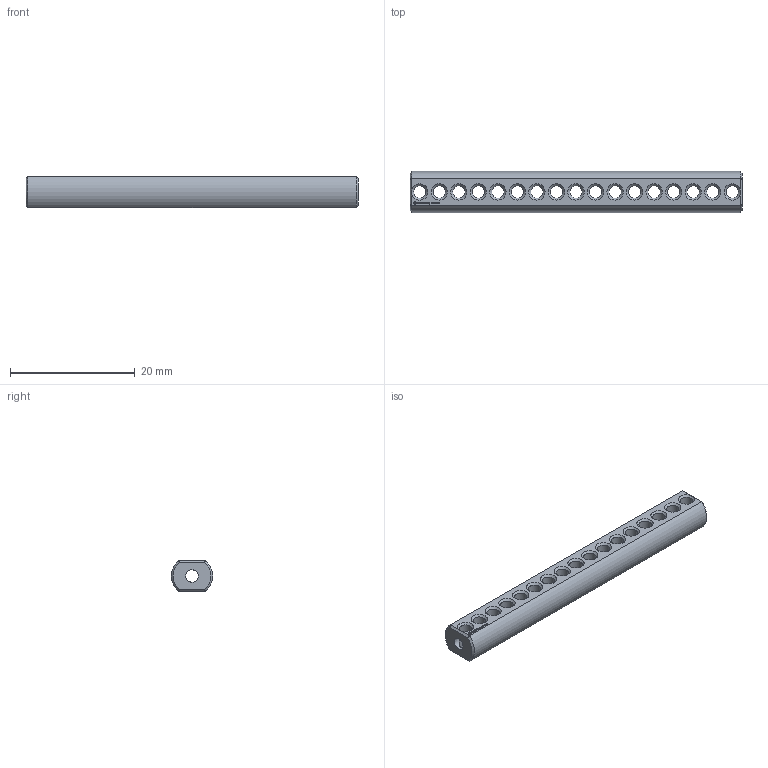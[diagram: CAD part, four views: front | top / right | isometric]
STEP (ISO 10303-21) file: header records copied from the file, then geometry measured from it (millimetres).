
FILE_DESCRIPTION(('FreeCAD Model'),'2;1');
FILE_NAME('Open CASCADE Shape Model','2024-06-18T12:09:27',(''),(''), 'Open CASCADE STEP processor 7.6','FreeCAD','Unknown');
FILE_SCHEMA(('AUTOMOTIVE_DESIGN { 1 0 10303 214 1 1 1 1 }'));
Length unit declared in the file: millimetre
Products named in the file (1): Shaft IDX BU04.25 - SPN-SFT-0137 (stemfie.org)
Bounding box: 53.12 x 6.6 x 5 mm (x, y, z)
Volume: 1211.2 mm3; surface area: 1562.4 mm2
Topology: 1 solids, 1 shells, 552 faces, 1601 edges, 1042 vertices
Faces by surface type: plane 320, extrusion 140, cylinder 54, cone 38
Full cylindrical faces by diameter (mm): 2 x52
Entity records: 18369 total; most frequent: CARTESIAN_POINT 4036, ORIENTED_EDGE 3202, DIRECTION 2517, EDGE_CURVE 1601, VECTOR 1231, LINE 1091, VERTEX_POINT 1042, AXIS2_PLACEMENT_3D 643
